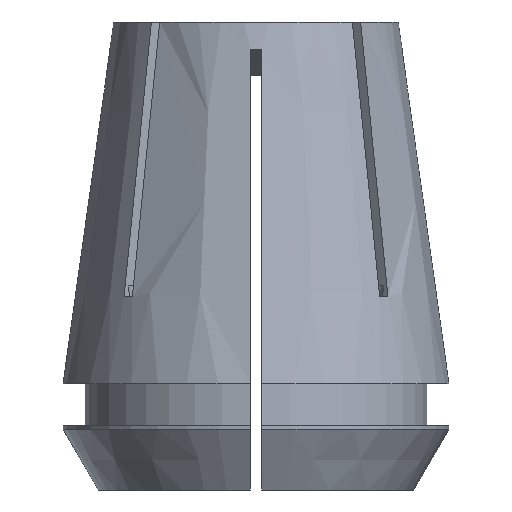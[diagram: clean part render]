
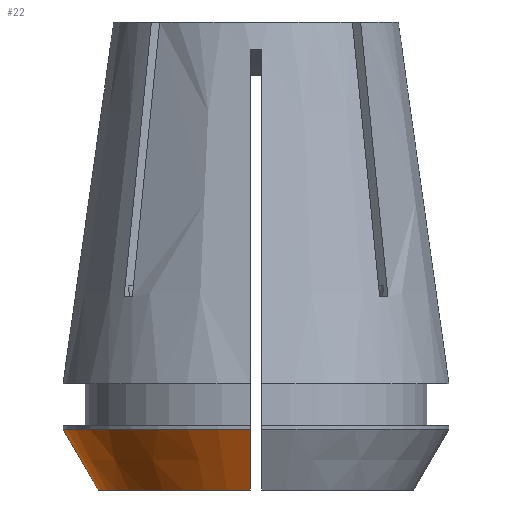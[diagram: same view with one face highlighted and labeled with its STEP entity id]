
A CAD part, front view. The second image highlights one B-rep face of the part: STEP entity #22.
In plain terms, the highlighted conical face has half-angle 30 degrees and reference radius 13.499 mm.
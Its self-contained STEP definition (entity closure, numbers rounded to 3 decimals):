
#22 = ADVANCED_FACE ( 'NONE', ( #2846 ), #932, .T. ) ;
#26 = CARTESIAN_POINT ( 'NONE',  ( -0.5, -13.49, -40. ) ) ;
#55 = DIRECTION ( 'NONE',  ( 0., 0., 1. ) ) ;
#73 = CARTESIAN_POINT ( 'NONE',  ( -9.554, -9.538, -39.999 ) ) ;
#137 = EDGE_CURVE ( 'NONE', #1779, #2535, #2571, .T. ) ;
#244 = CARTESIAN_POINT ( 'NONE',  ( -0.5, -14.868, -37.614 ) ) ;
#254 = CARTESIAN_POINT ( 'NONE',  ( -0.5, -15.41, -36.677 ) ) ;
#269 = CARTESIAN_POINT ( 'NONE',  ( -9.569, -9.522, -40. ) ) ;
#402 = AXIS2_PLACEMENT_3D ( 'NONE', #699, #662, #2621 ) ;
#419 = ORIENTED_EDGE ( 'NONE', *, *, #511, .F. ) ;
#426 = CARTESIAN_POINT ( 'NONE',  ( -0.5, -13.95, -39.205 ) ) ;
#446 = AXIS2_PLACEMENT_3D ( 'NONE', #2474, #55, #2881 ) ;
#447 = CARTESIAN_POINT ( 'NONE',  ( -15.41, -0.5, -36.677 ) ) ;
#511 = EDGE_CURVE ( 'NONE', #746, #1517, #528, .T. ) ;
#528 = CIRCLE ( 'NONE', #604, 16.5 ) ;
#532 = EDGE_CURVE ( 'NONE', #888, #1971, #2918, .T. ) ;
#604 = AXIS2_PLACEMENT_3D ( 'NONE', #2060, #2509, #2402 ) ;
#628 = CARTESIAN_POINT ( 'NONE',  ( -15.951, -0.5, -35.74 ) ) ;
#645 = CARTESIAN_POINT ( 'NONE',  ( -0.5, -16.492, -34.803 ) ) ;
#662 = DIRECTION ( 'NONE',  ( 0., 0., 1. ) ) ;
#688 = CARTESIAN_POINT ( 'NONE',  ( -9.569, -9.522, -40. ) ) ;
#699 = CARTESIAN_POINT ( 'NONE',  ( 0., 0., -40. ) ) ;
#746 = VERTEX_POINT ( 'NONE', #1664 ) ;
#764 = ORIENTED_EDGE ( 'NONE', *, *, #785, .F. ) ;
#785 = EDGE_CURVE ( 'NONE', #1779, #746, #913, .T. ) ;
#885 = EDGE_CURVE ( 'NONE', #2535, #888, #2169, .T. ) ;
#888 = VERTEX_POINT ( 'NONE', #930 ) ;
#913 = B_SPLINE_CURVE_WITH_KNOTS ( 'NONE', 3,
 ( #2977, #2601, #1797, #1097, #447, #628, #2980 ),
 .UNSPECIFIED., .F., .F.,
 ( 4, 3, 4 ),
 ( 0.017, 0.02, 0.023 ),
 .UNSPECIFIED. ) ;
#930 = CARTESIAN_POINT ( 'NONE',  ( -9.522, -9.569, -40. ) ) ;
#932 = CONICAL_SURFACE ( 'NONE', #402, 13.499, 0.524 ) ;
#990 = EDGE_CURVE ( 'NONE', #1971, #1517, #2727, .T. ) ;
#1057 = CARTESIAN_POINT ( 'NONE',  ( -0.5, -14.409, -38.41 ) ) ;
#1063 = CARTESIAN_POINT ( 'NONE',  ( -0.5, -13.49, -40. ) ) ;
#1077 = DIRECTION ( 'NONE',  ( 0., 0., 1. ) ) ;
#1095 = CARTESIAN_POINT ( 'NONE',  ( -0.5, -16.492, -34.803 ) ) ;
#1097 = CARTESIAN_POINT ( 'NONE',  ( -14.868, -0.5, -37.614 ) ) ;
#1152 = ORIENTED_EDGE ( 'NONE', *, *, #137, .T. ) ;
#1154 = CARTESIAN_POINT ( 'NONE',  ( -9.538, -9.554, -39.999 ) ) ;
#1354 = CARTESIAN_POINT ( 'NONE',  ( -9.522, -9.569, -40. ) ) ;
#1418 = CARTESIAN_POINT ( 'NONE',  ( -0.5, -15.951, -35.74 ) ) ;
#1493 = AXIS2_PLACEMENT_3D ( 'NONE', #2011, #1077, #2490 ) ;
#1517 = VERTEX_POINT ( 'NONE', #645 ) ;
#1664 = CARTESIAN_POINT ( 'NONE',  ( -16.492, -0.5, -34.803 ) ) ;
#1779 = VERTEX_POINT ( 'NONE', #2946 ) ;
#1797 = CARTESIAN_POINT ( 'NONE',  ( -14.409, -0.5, -38.41 ) ) ;
#1853 = ORIENTED_EDGE ( 'NONE', *, *, #532, .T. ) ;
#1909 = ORIENTED_EDGE ( 'NONE', *, *, #885, .T. ) ;
#1971 = VERTEX_POINT ( 'NONE', #26 ) ;
#2011 = CARTESIAN_POINT ( 'NONE',  ( 0., 0., -40. ) ) ;
#2060 = CARTESIAN_POINT ( 'NONE',  ( 0., 0., -34.803 ) ) ;
#2169 = B_SPLINE_CURVE_WITH_KNOTS ( 'NONE', 3,
 ( #688, #73, #1154, #1354 ),
 .UNSPECIFIED., .F., .F.,
 ( 4, 4 ),
 ( 0., 1. ),
 .UNSPECIFIED. ) ;
#2203 = EDGE_LOOP ( 'NONE', ( #1152, #1909, #1853, #2822, #419, #764 ) ) ;
#2402 = DIRECTION ( 'NONE',  ( 1., 0., 0. ) ) ;
#2474 = CARTESIAN_POINT ( 'NONE',  ( 0., 0., -40. ) ) ;
#2490 = DIRECTION ( 'NONE',  ( 1., 0., 0. ) ) ;
#2509 = DIRECTION ( 'NONE',  ( 0., 0., 1. ) ) ;
#2535 = VERTEX_POINT ( 'NONE', #269 ) ;
#2571 = CIRCLE ( 'NONE', #1493, 13.499 ) ;
#2601 = CARTESIAN_POINT ( 'NONE',  ( -13.95, -0.5, -39.205 ) ) ;
#2621 = DIRECTION ( 'NONE',  ( 1., 0., 0. ) ) ;
#2727 = B_SPLINE_CURVE_WITH_KNOTS ( 'NONE', 3,
 ( #1063, #426, #1057, #244, #254, #1418, #1095 ),
 .UNSPECIFIED., .F., .F.,
 ( 4, 3, 4 ),
 ( 0.017, 0.02, 0.023 ),
 .UNSPECIFIED. ) ;
#2822 = ORIENTED_EDGE ( 'NONE', *, *, #990, .T. ) ;
#2846 = FACE_OUTER_BOUND ( 'NONE', #2203, .T. ) ;
#2881 = DIRECTION ( 'NONE',  ( 1., 0., 0. ) ) ;
#2918 = CIRCLE ( 'NONE', #446, 13.499 ) ;
#2946 = CARTESIAN_POINT ( 'NONE',  ( -13.49, -0.5, -40. ) ) ;
#2977 = CARTESIAN_POINT ( 'NONE',  ( -13.49, -0.5, -40. ) ) ;
#2980 = CARTESIAN_POINT ( 'NONE',  ( -16.492, -0.5, -34.803 ) ) ;
